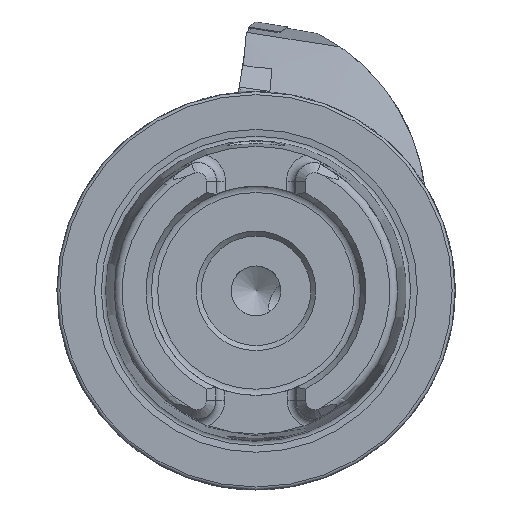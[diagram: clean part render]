
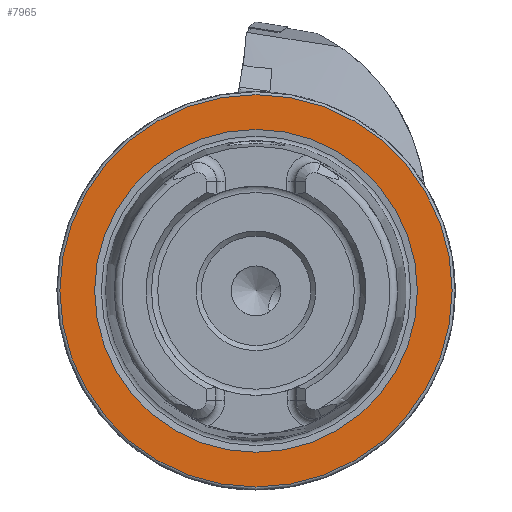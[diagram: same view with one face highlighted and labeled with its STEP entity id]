
A CAD part, left-side view. The second image highlights one B-rep face of the part: STEP entity #7965.
In plain terms, the highlighted planar face has unit normal (-1, 0, 0).
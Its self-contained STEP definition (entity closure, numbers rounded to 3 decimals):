
#806 = DIRECTION ( 'NONE',  ( 1., 0., 0. ) ) ;
#1458 = ORIENTED_EDGE ( 'NONE', *, *, #3914, .T. ) ;
#2077 = ORIENTED_EDGE ( 'NONE', *, *, #7144, .F. ) ;
#2230 = CARTESIAN_POINT ( 'NONE',  ( 0., 19.7, 0. ) ) ;
#2239 = EDGE_LOOP ( 'NONE', ( #1458 ) ) ;
#2326 = CARTESIAN_POINT ( 'NONE',  ( 0., 0., 16.207 ) ) ;
#2461 = AXIS2_PLACEMENT_3D ( 'NONE', #2633, #9645, #4105 ) ;
#2633 = CARTESIAN_POINT ( 'NONE',  ( 0., 0., 0. ) ) ;
#2684 = VERTEX_POINT ( 'NONE', #9769 ) ;
#2833 = CARTESIAN_POINT ( 'NONE',  ( 0., 0., 0. ) ) ;
#3914 = EDGE_CURVE ( 'NONE', #2684, #2684, #5358, .T. ) ;
#4105 = DIRECTION ( 'NONE',  ( 0., 0., 1. ) ) ;
#4577 = DIRECTION ( 'NONE',  ( 0., 0., -1. ) ) ;
#5077 = AXIS2_PLACEMENT_3D ( 'NONE', #2230, #806, #4577 ) ;
#5358 = CIRCLE ( 'NONE', #7541, 19.7 ) ;
#5567 = VERTEX_POINT ( 'NONE', #2326 ) ;
#5604 = FACE_OUTER_BOUND ( 'NONE', #2239, .T. ) ;
#6250 = PLANE ( 'NONE',  #5077 ) ;
#7144 = EDGE_CURVE ( 'NONE', #5567, #5567, #8352, .T. ) ;
#7541 = AXIS2_PLACEMENT_3D ( 'NONE', #2833, #9718, #9814 ) ;
#7601 = EDGE_LOOP ( 'NONE', ( #2077 ) ) ;
#7697 = FACE_BOUND ( 'NONE', #7601, .T. ) ;
#7965 = ADVANCED_FACE ( 'NONE', ( #7697, #5604 ), #6250, .F. ) ;
#8352 = CIRCLE ( 'NONE', #2461, 16.207 ) ;
#9645 = DIRECTION ( 'NONE',  ( -1., 0., 0. ) ) ;
#9718 = DIRECTION ( 'NONE',  ( -1., 0., 0. ) ) ;
#9769 = CARTESIAN_POINT ( 'NONE',  ( 0., 0., 19.7 ) ) ;
#9814 = DIRECTION ( 'NONE',  ( 0., 0., 1. ) ) ;
